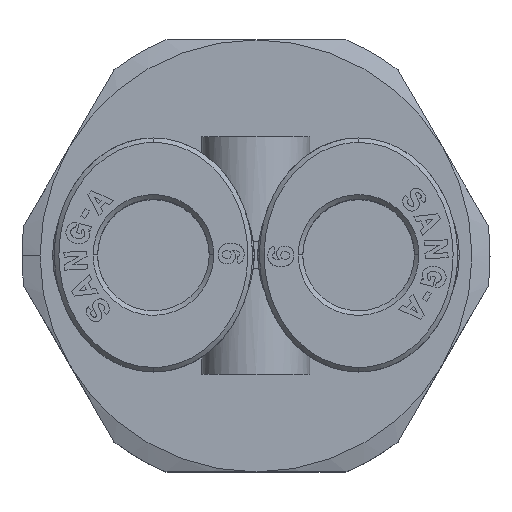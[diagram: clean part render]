
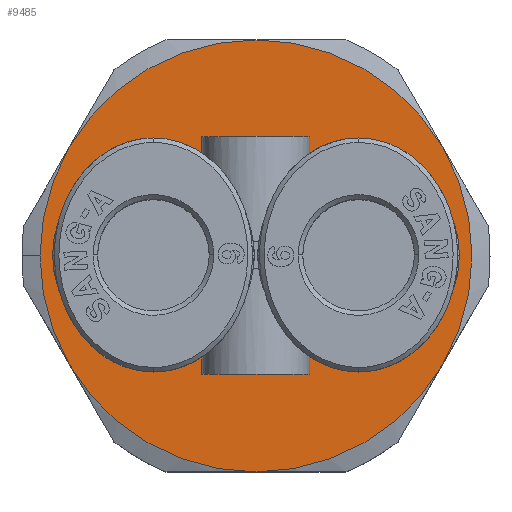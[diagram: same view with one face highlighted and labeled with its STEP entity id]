
A CAD part, top view. The second image highlights one B-rep face of the part: STEP entity #9485.
In plain terms, the highlighted face is planar.
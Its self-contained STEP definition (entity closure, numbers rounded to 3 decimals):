
#630 = CIRCLE ( 'NONE', #15916, 12. ) ;
#688 = CARTESIAN_POINT ( 'NONE',  ( 7.982, 6., -4.909 ) ) ;
#689 = CARTESIAN_POINT ( 'NONE',  ( 7.982, 0., 5.484 ) ) ;
#694 = AXIS2_PLACEMENT_3D ( 'NONE', #21476, #8272, #9929 ) ;
#712 = VERTEX_POINT ( 'NONE', #9122 ) ;
#815 = DIRECTION ( 'NONE',  ( 0., 0., -1. ) ) ;
#1372 = VERTEX_POINT ( 'NONE', #19929 ) ;
#1483 = VERTEX_POINT ( 'NONE', #18631 ) ;
#1728 = ORIENTED_EDGE ( 'NONE', *, *, #18436, .T. ) ;
#1783 = AXIS2_PLACEMENT_3D ( 'NONE', #19658, #11399, #3031 ) ;
#1913 = EDGE_CURVE ( 'NONE', #712, #10444, #18099, .T. ) ;
#1937 = CIRCLE ( 'NONE', #694, 5.6 ) ;
#2106 = EDGE_LOOP ( 'NONE', ( #5189, #1728 ) ) ;
#2143 = DIRECTION ( 'NONE',  ( 0., 0., 1. ) ) ;
#2900 = CARTESIAN_POINT ( 'NONE',  ( 7.982, 0., 5.484 ) ) ;
#3031 = DIRECTION ( 'NONE',  ( 0., 0., -1. ) ) ;
#3193 = DIRECTION ( 'NONE',  ( 0., 0., -1. ) ) ;
#3425 = DIRECTION ( 'NONE',  ( 0., 0., -1. ) ) ;
#3586 = DIRECTION ( 'NONE',  ( -1., 0., 0. ) ) ;
#3728 = PLANE ( 'NONE',  #17750 ) ;
#4134 = ORIENTED_EDGE ( 'NONE', *, *, #18749, .T. ) ;
#4193 = DIRECTION ( 'NONE',  ( -1., 0., 0. ) ) ;
#4538 = DIRECTION ( 'NONE',  ( 0., 0., 1. ) ) ;
#5189 = ORIENTED_EDGE ( 'NONE', *, *, #1913, .T. ) ;
#5433 = CARTESIAN_POINT ( 'NONE',  ( 7.982, -2.8, 5.484 ) ) ;
#5972 = VERTEX_POINT ( 'NONE', #19396 ) ;
#6593 = AXIS2_PLACEMENT_3D ( 'NONE', #9853, #13337, #3425 ) ;
#6618 = DIRECTION ( 'NONE',  ( -1., 0., 0. ) ) ;
#7531 = EDGE_CURVE ( 'NONE', #20022, #10533, #9209, .T. ) ;
#7754 = ORIENTED_EDGE ( 'NONE', *, *, #18079, .T. ) ;
#8126 = EDGE_CURVE ( 'NONE', #10533, #5972, #12797, .T. ) ;
#8261 = DIRECTION ( 'NONE',  ( 0., 0., -1. ) ) ;
#8272 = DIRECTION ( 'NONE',  ( 1., 0., 0. ) ) ;
#8436 = DIRECTION ( 'NONE',  ( 0., 0., -1. ) ) ;
#8469 = AXIS2_PLACEMENT_3D ( 'NONE', #16545, #10097, #8436 ) ;
#8639 = CARTESIAN_POINT ( 'NONE',  ( 7.982, -6., 15.876 ) ) ;
#8833 = FACE_OUTER_BOUND ( 'NONE', #9210, .T. ) ;
#9122 = CARTESIAN_POINT ( 'NONE',  ( 7.982, 0., 11.084 ) ) ;
#9209 = CIRCLE ( 'NONE', #20480, 12. ) ;
#9210 = EDGE_LOOP ( 'NONE', ( #14357, #4134, #14819, #14030, #13008, #7754, #17149 ) ) ;
#9485 = ADVANCED_FACE ( 'NONE', ( #17450, #8833 ), #3728, .T. ) ;
#9853 = CARTESIAN_POINT ( 'NONE',  ( 7.982, 0., 5.484 ) ) ;
#9929 = DIRECTION ( 'NONE',  ( 0., 0., 1. ) ) ;
#10097 = DIRECTION ( 'NONE',  ( -1., 0., 0. ) ) ;
#10358 = CIRCLE ( 'NONE', #20944, 12. ) ;
#10429 = AXIS2_PLACEMENT_3D ( 'NONE', #14892, #6618, #8261 ) ;
#10444 = VERTEX_POINT ( 'NONE', #16760 ) ;
#10533 = VERTEX_POINT ( 'NONE', #688 ) ;
#10555 = CARTESIAN_POINT ( 'NONE',  ( 7.982, 12., 5.484 ) ) ;
#10634 = CARTESIAN_POINT ( 'NONE',  ( 7.982, 0., 5.484 ) ) ;
#11196 = DIRECTION ( 'NONE',  ( -1., 0., 0. ) ) ;
#11252 = CIRCLE ( 'NONE', #8469, 12. ) ;
#11399 = DIRECTION ( 'NONE',  ( -1., 0., 0. ) ) ;
#11484 = CARTESIAN_POINT ( 'NONE',  ( 7.982, 0., 5.484 ) ) ;
#12354 = VERTEX_POINT ( 'NONE', #15573 ) ;
#12470 = CIRCLE ( 'NONE', #10429, 12. ) ;
#12797 = CIRCLE ( 'NONE', #1783, 12. ) ;
#13008 = ORIENTED_EDGE ( 'NONE', *, *, #8126, .T. ) ;
#13337 = DIRECTION ( 'NONE',  ( -1., 0., 0. ) ) ;
#13711 = DIRECTION ( 'NONE',  ( -1., 0., 0. ) ) ;
#13794 = CIRCLE ( 'NONE', #6593, 12. ) ;
#13937 = DIRECTION ( 'NONE',  ( 0., 0., -1. ) ) ;
#14030 = ORIENTED_EDGE ( 'NONE', *, *, #7531, .T. ) ;
#14357 = ORIENTED_EDGE ( 'NONE', *, *, #15985, .T. ) ;
#14431 = DIRECTION ( 'NONE',  ( 1., 0., 0. ) ) ;
#14819 = ORIENTED_EDGE ( 'NONE', *, *, #18350, .T. ) ;
#14892 = CARTESIAN_POINT ( 'NONE',  ( 7.982, 0., 5.484 ) ) ;
#15573 = CARTESIAN_POINT ( 'NONE',  ( 7.982, -6., -4.909 ) ) ;
#15916 = AXIS2_PLACEMENT_3D ( 'NONE', #689, #13711, #13937 ) ;
#15985 = EDGE_CURVE ( 'NONE', #1372, #19858, #11252, .T. ) ;
#16545 = CARTESIAN_POINT ( 'NONE',  ( 7.982, 0., 5.484 ) ) ;
#16760 = CARTESIAN_POINT ( 'NONE',  ( 7.982, 0., -0.116 ) ) ;
#17149 = ORIENTED_EDGE ( 'NONE', *, *, #17317, .T. ) ;
#17317 = EDGE_CURVE ( 'NONE', #12354, #1372, #12470, .T. ) ;
#17450 = FACE_BOUND ( 'NONE', #2106, .T. ) ;
#17471 = AXIS2_PLACEMENT_3D ( 'NONE', #2900, #14431, #4538 ) ;
#17750 = AXIS2_PLACEMENT_3D ( 'NONE', #5433, #3586, #2143 ) ;
#18079 = EDGE_CURVE ( 'NONE', #5972, #12354, #630, .T. ) ;
#18099 = CIRCLE ( 'NONE', #17471, 5.6 ) ;
#18350 = EDGE_CURVE ( 'NONE', #1483, #20022, #13794, .T. ) ;
#18436 = EDGE_CURVE ( 'NONE', #10444, #712, #1937, .T. ) ;
#18631 = CARTESIAN_POINT ( 'NONE',  ( 7.982, 6., 15.876 ) ) ;
#18749 = EDGE_CURVE ( 'NONE', #19858, #1483, #10358, .T. ) ;
#19396 = CARTESIAN_POINT ( 'NONE',  ( 7.982, 0., -6.516 ) ) ;
#19658 = CARTESIAN_POINT ( 'NONE',  ( 7.982, 0., 5.484 ) ) ;
#19858 = VERTEX_POINT ( 'NONE', #8639 ) ;
#19929 = CARTESIAN_POINT ( 'NONE',  ( 7.982, -12., 5.484 ) ) ;
#20022 = VERTEX_POINT ( 'NONE', #10555 ) ;
#20480 = AXIS2_PLACEMENT_3D ( 'NONE', #10634, #4193, #815 ) ;
#20944 = AXIS2_PLACEMENT_3D ( 'NONE', #11484, #11196, #3193 ) ;
#21476 = CARTESIAN_POINT ( 'NONE',  ( 7.982, 0., 5.484 ) ) ;
